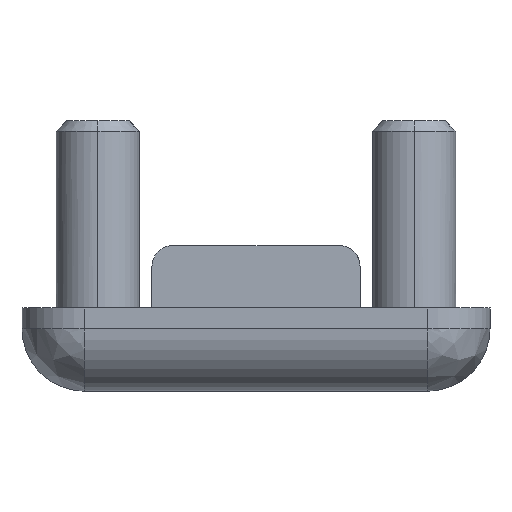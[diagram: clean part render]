
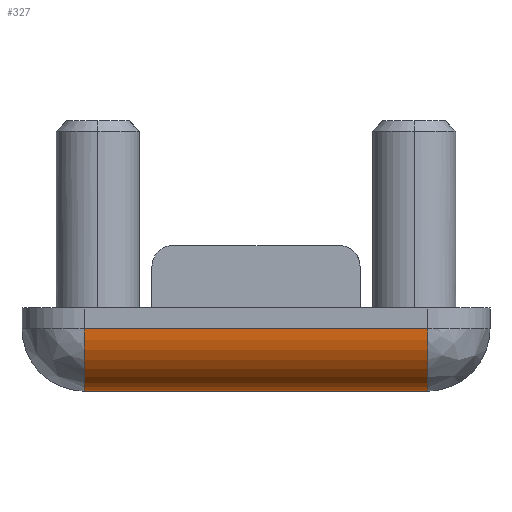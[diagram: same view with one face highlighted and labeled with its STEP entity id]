
A CAD part, left-side view. The second image highlights one B-rep face of the part: STEP entity #327.
In plain terms, the highlighted cylindrical face has radius 3 mm (diameter 6 mm), a partial arc.
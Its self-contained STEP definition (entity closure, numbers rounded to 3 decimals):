
#40 = AXIS2_PLACEMENT_3D ( 'NONE', #956, #1101, #1363 ) ;
#47 = VERTEX_POINT ( 'NONE', #781 ) ;
#118 = VERTEX_POINT ( 'NONE', #690 ) ;
#156 = AXIS2_PLACEMENT_3D ( 'NONE', #238, #353, #1422 ) ;
#167 = CIRCLE ( 'NONE', #40, 3. ) ;
#180 = CARTESIAN_POINT ( 'NONE',  ( -22.5, 11.25, 3. ) ) ;
#219 = ORIENTED_EDGE ( 'NONE', *, *, #896, .T. ) ;
#231 = VERTEX_POINT ( 'NONE', #606 ) ;
#238 = CARTESIAN_POINT ( 'NONE',  ( -19.5, 8.25, 3. ) ) ;
#327 = ADVANCED_FACE ( 'NONE', ( #1410 ), #751, .T. ) ;
#353 = DIRECTION ( 'NONE',  ( 0., -1., 0. ) ) ;
#439 = DIRECTION ( 'NONE',  ( 0., 1., 0. ) ) ;
#539 = EDGE_CURVE ( 'NONE', #231, #47, #594, .T. ) ;
#545 = VERTEX_POINT ( 'NONE', #762 ) ;
#570 = CARTESIAN_POINT ( 'NONE',  ( -19.5, 11.25, 0. ) ) ;
#594 = CIRCLE ( 'NONE', #156, 3. ) ;
#606 = CARTESIAN_POINT ( 'NONE',  ( -22.5, 8.25, 3. ) ) ;
#619 = CARTESIAN_POINT ( 'NONE',  ( -19.5, 11.25, 3. ) ) ;
#686 = ORIENTED_EDGE ( 'NONE', *, *, #539, .T. ) ;
#690 = CARTESIAN_POINT ( 'NONE',  ( -19.5, -8.25, 0. ) ) ;
#725 = LINE ( 'NONE', #570, #748 ) ;
#748 = VECTOR ( 'NONE', #1478, 1000. ) ;
#751 = CYLINDRICAL_SURFACE ( 'NONE', #1355, 3. ) ;
#762 = CARTESIAN_POINT ( 'NONE',  ( -22.5, -8.25, 3. ) ) ;
#781 = CARTESIAN_POINT ( 'NONE',  ( -19.5, 8.25, 0. ) ) ;
#801 = EDGE_CURVE ( 'NONE', #118, #545, #167, .T. ) ;
#853 = EDGE_CURVE ( 'NONE', #545, #231, #1675, .T. ) ;
#896 = EDGE_CURVE ( 'NONE', #47, #118, #725, .T. ) ;
#956 = CARTESIAN_POINT ( 'NONE',  ( -19.5, -8.25, 3. ) ) ;
#1093 = EDGE_LOOP ( 'NONE', ( #1677, #1200, #686, #219 ) ) ;
#1101 = DIRECTION ( 'NONE',  ( 0., 1., 0. ) ) ;
#1176 = VECTOR ( 'NONE', #439, 1000. ) ;
#1200 = ORIENTED_EDGE ( 'NONE', *, *, #853, .T. ) ;
#1355 = AXIS2_PLACEMENT_3D ( 'NONE', #619, #1522, #1659 ) ;
#1363 = DIRECTION ( 'NONE',  ( 1., 0., 0. ) ) ;
#1410 = FACE_OUTER_BOUND ( 'NONE', #1093, .T. ) ;
#1422 = DIRECTION ( 'NONE',  ( 1., 0., 0. ) ) ;
#1478 = DIRECTION ( 'NONE',  ( 0., -1., 0. ) ) ;
#1522 = DIRECTION ( 'NONE',  ( 0., -1., 0. ) ) ;
#1659 = DIRECTION ( 'NONE',  ( 1., 0., 0. ) ) ;
#1675 = LINE ( 'NONE', #180, #1176 ) ;
#1677 = ORIENTED_EDGE ( 'NONE', *, *, #801, .T. ) ;
